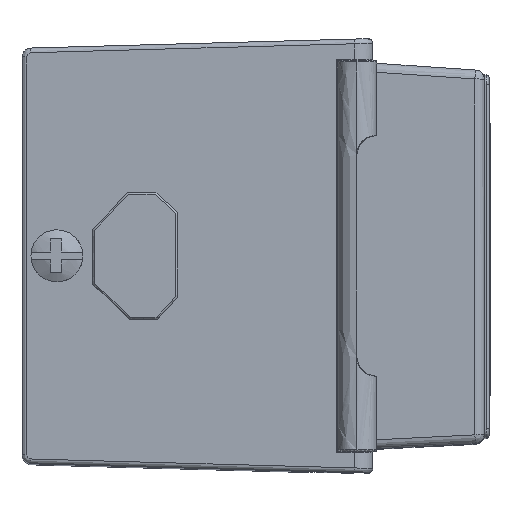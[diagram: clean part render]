
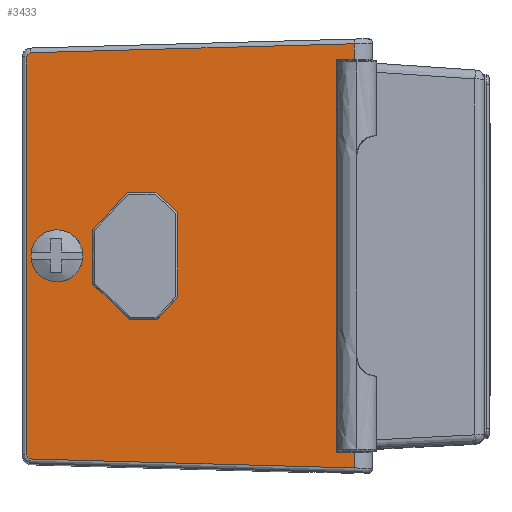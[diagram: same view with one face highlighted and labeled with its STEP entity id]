
A CAD part, top view. The second image highlights one B-rep face of the part: STEP entity #3433.
In plain terms, the highlighted free-form (B-spline) face has degree [1, 1] with [2, 2] control points.
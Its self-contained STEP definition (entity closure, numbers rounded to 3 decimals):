
#2491=CARTESIAN_POINT('',(17.2,20.8,44.));
#2492=VERTEX_POINT('',#2491);
#2499=CARTESIAN_POINT('',(15.3,20.8,44.));
#2500=VERTEX_POINT('',#2499);
#2501=CARTESIAN_POINT('',(17.2,20.8,44.));
#2502=CARTESIAN_POINT('',(15.3,20.8,44.));
#2503=B_SPLINE_CURVE_WITH_KNOTS('',1,(#2501,#2502),.POLYLINE_FORM.,.F.,.U.,(2,2),(0.,0.487),.UNSPECIFIED.);
#2504=EDGE_CURVE('',#2492,#2500,#2503,.T.);
#2535=CARTESIAN_POINT('',(15.3,-20.8,44.));
#2536=VERTEX_POINT('',#2535);
#2537=CARTESIAN_POINT('',(15.3,20.8,44.));
#2538=CARTESIAN_POINT('',(15.3,-20.8,44.));
#2539=B_SPLINE_CURVE_WITH_KNOTS('',1,(#2537,#2538),.POLYLINE_FORM.,.F.,.U.,(2,2),(0.,1.),.UNSPECIFIED.);
#2540=EDGE_CURVE('',#2500,#2536,#2539,.T.);
#2555=CARTESIAN_POINT('',(17.2,-20.8,44.));
#2556=VERTEX_POINT('',#2555);
#2557=CARTESIAN_POINT('',(15.3,-20.8,44.));
#2558=CARTESIAN_POINT('',(17.2,-20.8,44.));
#2559=B_SPLINE_CURVE_WITH_KNOTS('',1,(#2557,#2558),.POLYLINE_FORM.,.F.,.U.,(2,2),(0.513,1.),.UNSPECIFIED.);
#2560=EDGE_CURVE('',#2536,#2556,#2559,.T.);
#3139=CARTESIAN_POINT('',(17.2,22.478,44.));
#3140=VERTEX_POINT('',#3139);
#3148=CARTESIAN_POINT('',(-17.062,21.526,44.));
#3149=VERTEX_POINT('',#3148);
#3157=CARTESIAN_POINT('',(-17.062,21.526,44.));
#3158=CARTESIAN_POINT('',(17.2,22.478,44.));
#3159=B_SPLINE_CURVE_WITH_KNOTS('',1,(#3157,#3158),.POLYLINE_FORM.,.F.,.U.,(2,2),(0.056,1.),.UNSPECIFIED.);
#3160=EDGE_CURVE('',#3149,#3140,#3159,.T.);
#3295=CARTESIAN_POINT('',(17.2,22.478,44.));
#3296=CARTESIAN_POINT('',(17.2,20.8,44.));
#3297=B_SPLINE_CURVE_WITH_KNOTS('',1,(#3295,#3296),.POLYLINE_FORM.,.F.,.U.,(2,2),(0.954,0.989),.UNSPECIFIED.);
#3298=EDGE_CURVE('',#3140,#2492,#3297,.T.);
#3306=CARTESIAN_POINT('',(21.503,25.337,44.));
#3307=CARTESIAN_POINT('',(21.503,-25.337,44.));
#3308=CARTESIAN_POINT('',(-29.17,25.337,44.));
#3309=CARTESIAN_POINT('',(-29.17,-25.337,44.));
#3310=B_SPLINE_SURFACE_WITH_KNOTS('',1,1,((#3306,#3307),(#3308,#3309)),.PLANE_SURF.,.F.,.F.,.U.,(2,2),(2,2),(0.,1.),(0.,1.),.UNSPECIFIED.);
#3311=ORIENTED_EDGE('',*,*,#2560,.F.);
#3312=ORIENTED_EDGE('',*,*,#2540,.F.);
#3313=ORIENTED_EDGE('',*,*,#2504,.F.);
#3314=ORIENTED_EDGE('',*,*,#3298,.F.);
#3315=ORIENTED_EDGE('',*,*,#3160,.F.);
#3316=CARTESIAN_POINT('',(-17.5,21.076,44.));
#3317=VERTEX_POINT('',#3316);
#3318=CARTESIAN_POINT('',(-17.062,21.526,44.));
#3319=CARTESIAN_POINT('',(-17.5,21.514,44.));
#3320=CARTESIAN_POINT('',(-17.5,21.076,44.));
#3321=(BOUNDED_CURVE()B_SPLINE_CURVE(2,(#3318,#3319,#3320),.CIRCULAR_ARC.,.F.,.U.)B_SPLINE_CURVE_WITH_KNOTS((3,3),(0.,1.),.UNSPECIFIED.)CURVE()GEOMETRIC_REPRESENTATION_ITEM()RATIONAL_B_SPLINE_CURVE((1.,0.717,1.))REPRESENTATION_ITEM(''));
#3322=EDGE_CURVE('',#3149,#3317,#3321,.T.);
#3323=ORIENTED_EDGE('',*,*,#3322,.T.);
#3324=CARTESIAN_POINT('',(-17.5,-21.076,44.));
#3325=VERTEX_POINT('',#3324);
#3326=CARTESIAN_POINT('',(-17.5,21.076,44.));
#3327=CARTESIAN_POINT('',(-17.5,-21.076,44.));
#3328=B_SPLINE_CURVE_WITH_KNOTS('',1,(#3326,#3327),.POLYLINE_FORM.,.F.,.U.,(2,2),(0.,1.),.UNSPECIFIED.);
#3329=EDGE_CURVE('',#3317,#3325,#3328,.T.);
#3330=ORIENTED_EDGE('',*,*,#3329,.T.);
#3331=CARTESIAN_POINT('',(-17.062,-21.526,44.));
#3332=VERTEX_POINT('',#3331);
#3333=CARTESIAN_POINT('',(-17.5,-21.076,44.));
#3334=CARTESIAN_POINT('',(-17.5,-21.514,44.));
#3335=CARTESIAN_POINT('',(-17.062,-21.526,44.));
#3336=(BOUNDED_CURVE()B_SPLINE_CURVE(2,(#3333,#3334,#3335),.CIRCULAR_ARC.,.F.,.U.)B_SPLINE_CURVE_WITH_KNOTS((3,3),(0.,1.),.UNSPECIFIED.)CURVE()GEOMETRIC_REPRESENTATION_ITEM()RATIONAL_B_SPLINE_CURVE((1.,0.717,1.))REPRESENTATION_ITEM(''));
#3337=EDGE_CURVE('',#3325,#3332,#3336,.T.);
#3338=ORIENTED_EDGE('',*,*,#3337,.T.);
#3339=CARTESIAN_POINT('',(17.2,-22.478,44.));
#3340=VERTEX_POINT('',#3339);
#3341=CARTESIAN_POINT('',(-17.062,-21.526,44.));
#3342=CARTESIAN_POINT('',(17.2,-22.478,44.));
#3343=B_SPLINE_CURVE_WITH_KNOTS('',1,(#3341,#3342),.POLYLINE_FORM.,.F.,.U.,(2,2),(0.,0.944),.UNSPECIFIED.);
#3344=EDGE_CURVE('',#3332,#3340,#3343,.T.);
#3345=ORIENTED_EDGE('',*,*,#3344,.T.);
#3346=CARTESIAN_POINT('',(17.2,-22.478,44.));
#3347=CARTESIAN_POINT('',(17.2,-20.8,44.));
#3348=B_SPLINE_CURVE_WITH_KNOTS('',1,(#3346,#3347),.POLYLINE_FORM.,.F.,.U.,(2,2),(0.011,0.046),.UNSPECIFIED.);
#3349=EDGE_CURVE('',#3340,#2556,#3348,.T.);
#3350=ORIENTED_EDGE('',*,*,#3349,.T.);
#3351=EDGE_LOOP('',(#3311,#3312,#3313,#3314,#3315,#3323,#3330,#3338,#3345,#3350));
#3352=FACE_OUTER_BOUND('',#3351,.T.);
#3353=CARTESIAN_POINT('',(-10.5,-3.,44.));
#3354=VERTEX_POINT('',#3353);
#3355=CARTESIAN_POINT('',(-10.5,2.801,44.));
#3356=VERTEX_POINT('',#3355);
#3357=CARTESIAN_POINT('',(-10.5,-3.,44.));
#3358=CARTESIAN_POINT('',(-10.5,2.801,44.));
#3359=B_SPLINE_CURVE_WITH_KNOTS('',1,(#3357,#3358),.POLYLINE_FORM.,.F.,.U.,(2,2),(0.291,0.724),.UNSPECIFIED.);
#3360=EDGE_CURVE('',#3354,#3356,#3359,.T.);
#3361=ORIENTED_EDGE('',*,*,#3360,.T.);
#3362=CARTESIAN_POINT('',(-6.8,6.7,44.));
#3363=VERTEX_POINT('',#3362);
#3364=CARTESIAN_POINT('',(-10.5,2.801,44.));
#3365=CARTESIAN_POINT('',(-6.8,6.7,44.));
#3366=B_SPLINE_CURVE_WITH_KNOTS('',1,(#3364,#3365),.POLYLINE_FORM.,.F.,.U.,(2,2),(0.,1.),.UNSPECIFIED.);
#3367=EDGE_CURVE('',#3356,#3363,#3366,.T.);
#3368=ORIENTED_EDGE('',*,*,#3367,.T.);
#3369=CARTESIAN_POINT('',(-3.8,6.7,44.));
#3370=VERTEX_POINT('',#3369);
#3371=CARTESIAN_POINT('',(-6.8,6.7,44.));
#3372=CARTESIAN_POINT('',(-3.8,6.7,44.));
#3373=B_SPLINE_CURVE_WITH_KNOTS('',1,(#3371,#3372),.POLYLINE_FORM.,.F.,.U.,(2,2),(0.256,0.589),.UNSPECIFIED.);
#3374=EDGE_CURVE('',#3363,#3370,#3373,.T.);
#3375=ORIENTED_EDGE('',*,*,#3374,.T.);
#3376=CARTESIAN_POINT('',(-1.5,4.6,44.));
#3377=VERTEX_POINT('',#3376);
#3378=CARTESIAN_POINT('',(-3.8,6.7,44.));
#3379=CARTESIAN_POINT('',(-1.5,4.6,44.));
#3380=B_SPLINE_CURVE_WITH_KNOTS('',1,(#3378,#3379),.POLYLINE_FORM.,.F.,.U.,(2,2),(0.,1.),.UNSPECIFIED.);
#3381=EDGE_CURVE('',#3370,#3377,#3380,.T.);
#3382=ORIENTED_EDGE('',*,*,#3381,.T.);
#3383=CARTESIAN_POINT('',(-1.5,-4.4,44.));
#3384=VERTEX_POINT('',#3383);
#3385=CARTESIAN_POINT('',(-1.5,4.6,44.));
#3386=CARTESIAN_POINT('',(-1.5,-4.4,44.));
#3387=B_SPLINE_CURVE_WITH_KNOTS('',1,(#3385,#3386),.POLYLINE_FORM.,.F.,.U.,(2,2),(0.172,0.843),.UNSPECIFIED.);
#3388=EDGE_CURVE('',#3377,#3384,#3387,.T.);
#3389=ORIENTED_EDGE('',*,*,#3388,.T.);
#3390=CARTESIAN_POINT('',(-3.6,-6.7,44.));
#3391=VERTEX_POINT('',#3390);
#3392=CARTESIAN_POINT('',(-1.5,-4.4,44.));
#3393=CARTESIAN_POINT('',(-3.6,-6.7,44.));
#3394=B_SPLINE_CURVE_WITH_KNOTS('',1,(#3392,#3393),.POLYLINE_FORM.,.F.,.U.,(2,2),(0.,1.),.UNSPECIFIED.);
#3395=EDGE_CURVE('',#3384,#3391,#3394,.T.);
#3396=ORIENTED_EDGE('',*,*,#3395,.T.);
#3397=CARTESIAN_POINT('',(-6.601,-6.7,44.));
#3398=VERTEX_POINT('',#3397);
#3399=CARTESIAN_POINT('',(-3.6,-6.7,44.));
#3400=CARTESIAN_POINT('',(-6.601,-6.7,44.));
#3401=B_SPLINE_CURVE_WITH_KNOTS('',1,(#3399,#3400),.POLYLINE_FORM.,.F.,.U.,(2,2),(0.433,0.767),.UNSPECIFIED.);
#3402=EDGE_CURVE('',#3391,#3398,#3401,.T.);
#3403=ORIENTED_EDGE('',*,*,#3402,.T.);
#3404=CARTESIAN_POINT('',(-6.601,-6.7,44.));
#3405=CARTESIAN_POINT('',(-10.5,-3.,44.));
#3406=B_SPLINE_CURVE_WITH_KNOTS('',1,(#3404,#3405),.POLYLINE_FORM.,.F.,.U.,(2,2),(0.,1.),.UNSPECIFIED.);
#3407=EDGE_CURVE('',#3398,#3354,#3406,.T.);
#3408=ORIENTED_EDGE('',*,*,#3407,.T.);
#3409=EDGE_LOOP('',(#3361,#3368,#3375,#3382,#3389,#3396,#3403,#3408));
#3410=FACE_BOUND('',#3409,.T.);
#3411=CARTESIAN_POINT('',(-14.3,2.75,44.));
#3412=VERTEX_POINT('',#3411);
#3413=CARTESIAN_POINT('',(-14.3,-2.75,44.));
#3414=VERTEX_POINT('',#3413);
#3415=CARTESIAN_POINT('',(-14.3,2.75,44.));
#3416=CARTESIAN_POINT('',(-11.55,2.75,44.));
#3417=CARTESIAN_POINT('',(-11.55,0.,44.));
#3418=CARTESIAN_POINT('',(-11.55,-2.75,44.));
#3419=CARTESIAN_POINT('',(-14.3,-2.75,44.));
#3420=(BOUNDED_CURVE()B_SPLINE_CURVE(2,(#3415,#3416,#3417,#3418,#3419),.CIRCULAR_ARC.,.F.,.U.)B_SPLINE_CURVE_WITH_KNOTS((3,2,3),(0.,0.25,0.5),.UNSPECIFIED.)CURVE()GEOMETRIC_REPRESENTATION_ITEM()RATIONAL_B_SPLINE_CURVE((1.,0.707,1.,0.707,1.))REPRESENTATION_ITEM(''));
#3421=EDGE_CURVE('',#3412,#3414,#3420,.T.);
#3422=ORIENTED_EDGE('',*,*,#3421,.T.);
#3423=CARTESIAN_POINT('',(-14.3,-2.75,44.));
#3424=CARTESIAN_POINT('',(-17.05,-2.75,44.));
#3425=CARTESIAN_POINT('',(-17.05,0.,44.));
#3426=CARTESIAN_POINT('',(-17.05,2.75,44.));
#3427=CARTESIAN_POINT('',(-14.3,2.75,44.));
#3428=(BOUNDED_CURVE()B_SPLINE_CURVE(2,(#3423,#3424,#3425,#3426,#3427),.CIRCULAR_ARC.,.F.,.U.)B_SPLINE_CURVE_WITH_KNOTS((3,2,3),(0.,0.5,1.),.UNSPECIFIED.)CURVE()GEOMETRIC_REPRESENTATION_ITEM()RATIONAL_B_SPLINE_CURVE((1.,0.707,1.,0.707,1.))REPRESENTATION_ITEM(''));
#3429=EDGE_CURVE('',#3414,#3412,#3428,.T.);
#3430=ORIENTED_EDGE('',*,*,#3429,.T.);
#3431=EDGE_LOOP('',(#3422,#3430));
#3432=FACE_BOUND('',#3431,.T.);
#3433=ADVANCED_FACE('',(#3352,#3410,#3432),#3310,.T.);
